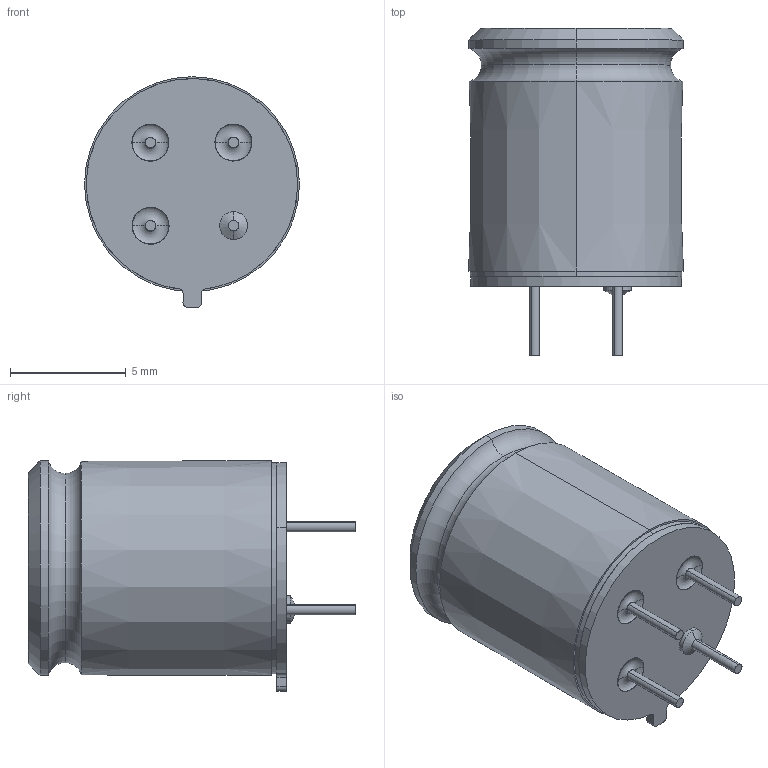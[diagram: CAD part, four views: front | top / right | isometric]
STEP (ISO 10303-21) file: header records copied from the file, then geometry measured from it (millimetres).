
FILE_DESCRIPTION((''),'2;1');
FILE_NAME('MLX90621BAB_60X16_-_ALTIUM_ASM','2018-09-16T',('jre'),(''),'PRO/ENGINEER BY PARAMETRIC TECHNOLOGY CORPORATION, 2010280','PRO/ENGINEER BY PARAMETRIC TECHNOLOGY CORPORATION, 2010280','');
FILE_SCHEMA(('CONFIG_CONTROL_DESIGN'));
Length unit declared in the file: millimetre
Products named in the file (11): MLX90621BAB_60X16_APPERTURE_ANY; PRT0001; PRT0002; PRT0003; PRT0004; ASM0001_ASM; MLX90621BAB_60X16_CAP_ANY; MLX90621_LENSE_ANY; MLX90621BAB_60X16_-_ALTIUM_ANY_ASM; _MLX90621BAB_60X16_-_ALTIUM; MLX90621BAB_60X16_-_ALTIUM_ASM
Assembly tree (14 placements, depth 4):
  MLX90621BAB_60X16_-_ALTIUM_ASM
    MLX90621BAB_60X16_-_ALTIUM_ANY_ASM
      MLX90621BAB_60X16_APPERTURE_ANY
      ASM0001_ASM
        PRT0001  x3
        PRT0002  x3
        PRT0003
        PRT0004
      MLX90621BAB_60X16_CAP_ANY
      MLX90621_LENSE_ANY
    _MLX90621BAB_60X16_-_ALTIUM
Bounding box: 9.3 x 14.15 x 9.98 mm (x, y, z)
Volume: 425.8 mm3; surface area: 1387.7 mm2
Topology: 11 solids, 11 shells, 152 faces, 313 edges, 195 vertices
Faces by surface type: cylinder 58, plane 38, torus 28, cone 26, revolution 2
Entity records: 3463 total; most frequent: DIRECTION 697, CARTESIAN_POINT 555, ORIENTED_EDGE 478, AXIS2_PLACEMENT_3D 309, EDGE_CURVE 239, CIRCLE 160, VERTEX_POINT 147, EDGE_LOOP 134
